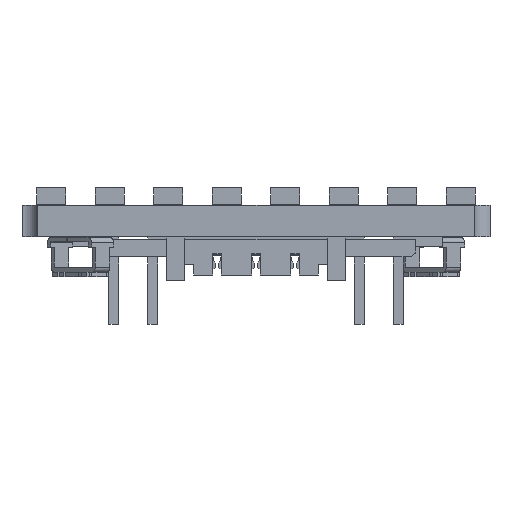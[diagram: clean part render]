
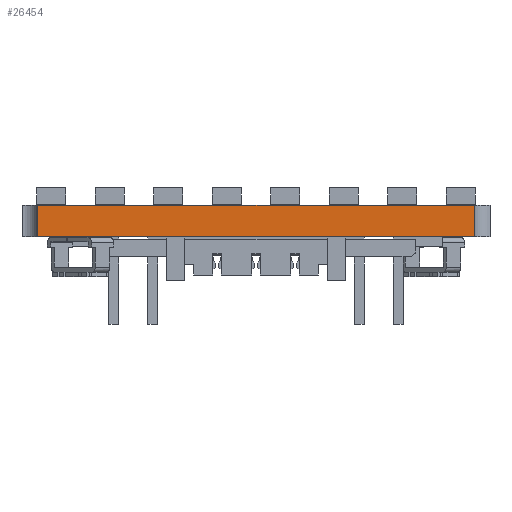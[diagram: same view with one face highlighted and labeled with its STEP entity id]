
A CAD part, left-side view. The second image highlights one B-rep face of the part: STEP entity #26454.
In plain terms, the highlighted planar face has unit normal (-1, 0, 0).
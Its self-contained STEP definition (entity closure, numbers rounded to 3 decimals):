
#25922 = PLANE('',#25923);
#25923 = AXIS2_PLACEMENT_3D('',#25924,#25925,#25926);
#25924 = CARTESIAN_POINT('',(62.,-62.,0.));
#25925 = DIRECTION('',(-0.,-0.,-1.));
#25926 = DIRECTION('',(-1.,0.,0.));
#25950 = CYLINDRICAL_SURFACE('',#25951,0.8);
#25951 = AXIS2_PLACEMENT_3D('',#25952,#25953,#25954);
#25952 = CARTESIAN_POINT('',(50.,-50.,-0.8));
#25953 = DIRECTION('',(0.,0.,1.));
#25954 = DIRECTION('',(1.,0.,-0.));
#25978 = PLANE('',#25979);
#25979 = AXIS2_PLACEMENT_3D('',#25980,#25981,#25982);
#25980 = CARTESIAN_POINT('',(62.,-62.,1.6));
#25981 = DIRECTION('',(-0.,-0.,-1.));
#25982 = DIRECTION('',(-1.,0.,0.));
#26018 = VERTEX_POINT('',#26019);
#26019 = CARTESIAN_POINT('',(50.,-50.8,0.));
#26164 = VERTEX_POINT('',#26165);
#26165 = CARTESIAN_POINT('',(50.,-73.2,0.));
#26184 = CYLINDRICAL_SURFACE('',#26185,0.8);
#26185 = AXIS2_PLACEMENT_3D('',#26186,#26187,#26188);
#26186 = CARTESIAN_POINT('',(50.,-74.,-0.8));
#26187 = DIRECTION('',(0.,0.,1.));
#26188 = DIRECTION('',(1.,0.,-0.));
#26196 = EDGE_CURVE('',#26164,#26018,#26197,.T.);
#26197 = SURFACE_CURVE('',#26198,(#26202,#26209),.PCURVE_S1.);
#26198 = LINE('',#26199,#26200);
#26199 = CARTESIAN_POINT('',(50.,-74.,0.));
#26200 = VECTOR('',#26201,1.);
#26201 = DIRECTION('',(0.,1.,0.));
#26202 = PCURVE('',#25922,#26203);
#26203 = DEFINITIONAL_REPRESENTATION('',(#26204),#26208);
#26204 = LINE('',#26205,#26206);
#26205 = CARTESIAN_POINT('',(12.,-12.));
#26206 = VECTOR('',#26207,1.);
#26207 = DIRECTION('',(0.,1.));
#26208 = ( GEOMETRIC_REPRESENTATION_CONTEXT(2) 
PARAMETRIC_REPRESENTATION_CONTEXT() REPRESENTATION_CONTEXT('2D SPACE',''
  ) );
#26209 = PCURVE('',#26210,#26215);
#26210 = PLANE('',#26211);
#26211 = AXIS2_PLACEMENT_3D('',#26212,#26213,#26214);
#26212 = CARTESIAN_POINT('',(50.,-74.,0.));
#26213 = DIRECTION('',(-1.,0.,0.));
#26214 = DIRECTION('',(0.,1.,0.));
#26215 = DEFINITIONAL_REPRESENTATION('',(#26216),#26220);
#26216 = LINE('',#26217,#26218);
#26217 = CARTESIAN_POINT('',(0.,0.));
#26218 = VECTOR('',#26219,1.);
#26219 = DIRECTION('',(1.,0.));
#26220 = ( GEOMETRIC_REPRESENTATION_CONTEXT(2) 
PARAMETRIC_REPRESENTATION_CONTEXT() REPRESENTATION_CONTEXT('2D SPACE',''
  ) );
#26278 = VERTEX_POINT('',#26279);
#26279 = CARTESIAN_POINT('',(50.,-50.8,1.6));
#26382 = VERTEX_POINT('',#26383);
#26383 = CARTESIAN_POINT('',(50.,-73.2,1.6));
#26409 = EDGE_CURVE('',#26382,#26278,#26410,.T.);
#26410 = SURFACE_CURVE('',#26411,(#26415,#26422),.PCURVE_S1.);
#26411 = LINE('',#26412,#26413);
#26412 = CARTESIAN_POINT('',(50.,-74.,1.6));
#26413 = VECTOR('',#26414,1.);
#26414 = DIRECTION('',(0.,1.,0.));
#26415 = PCURVE('',#25978,#26416);
#26416 = DEFINITIONAL_REPRESENTATION('',(#26417),#26421);
#26417 = LINE('',#26418,#26419);
#26418 = CARTESIAN_POINT('',(12.,-12.));
#26419 = VECTOR('',#26420,1.);
#26420 = DIRECTION('',(0.,1.));
#26421 = ( GEOMETRIC_REPRESENTATION_CONTEXT(2) 
PARAMETRIC_REPRESENTATION_CONTEXT() REPRESENTATION_CONTEXT('2D SPACE',''
  ) );
#26422 = PCURVE('',#26210,#26423);
#26423 = DEFINITIONAL_REPRESENTATION('',(#26424),#26428);
#26424 = LINE('',#26425,#26426);
#26425 = CARTESIAN_POINT('',(0.,-1.6));
#26426 = VECTOR('',#26427,1.);
#26427 = DIRECTION('',(1.,0.));
#26428 = ( GEOMETRIC_REPRESENTATION_CONTEXT(2) 
PARAMETRIC_REPRESENTATION_CONTEXT() REPRESENTATION_CONTEXT('2D SPACE',''
  ) );
#26435 = EDGE_CURVE('',#26018,#26278,#26436,.T.);
#26436 = SURFACE_CURVE('',#26437,(#26441,#26447),.PCURVE_S1.);
#26437 = LINE('',#26438,#26439);
#26438 = CARTESIAN_POINT('',(50.,-50.8,-0.8));
#26439 = VECTOR('',#26440,1.);
#26440 = DIRECTION('',(0.,0.,1.));
#26441 = PCURVE('',#25950,#26442);
#26442 = DEFINITIONAL_REPRESENTATION('',(#26443),#26446);
#26443 = B_SPLINE_CURVE_WITH_KNOTS('',1,(#26444,#26445),.UNSPECIFIED.,
  .F.,.F.,(2,2),(0.64,2.56),.PIECEWISE_BEZIER_KNOTS.);
#26444 = CARTESIAN_POINT('',(4.712,0.64));
#26445 = CARTESIAN_POINT('',(4.712,2.56));
#26446 = ( GEOMETRIC_REPRESENTATION_CONTEXT(2) 
PARAMETRIC_REPRESENTATION_CONTEXT() REPRESENTATION_CONTEXT('2D SPACE',''
  ) );
#26447 = PCURVE('',#26210,#26448);
#26448 = DEFINITIONAL_REPRESENTATION('',(#26449),#26452);
#26449 = B_SPLINE_CURVE_WITH_KNOTS('',1,(#26450,#26451),.UNSPECIFIED.,
  .F.,.F.,(2,2),(0.64,2.56),.PIECEWISE_BEZIER_KNOTS.);
#26450 = CARTESIAN_POINT('',(23.2,0.16));
#26451 = CARTESIAN_POINT('',(23.2,-1.76));
#26452 = ( GEOMETRIC_REPRESENTATION_CONTEXT(2) 
PARAMETRIC_REPRESENTATION_CONTEXT() REPRESENTATION_CONTEXT('2D SPACE',''
  ) );
#26454 = ADVANCED_FACE('',(#26455),#26210,.T.);
#26455 = FACE_BOUND('',#26456,.T.);
#26456 = EDGE_LOOP('',(#26457,#26458,#26477,#26478));
#26457 = ORIENTED_EDGE('',*,*,#26196,.F.);
#26458 = ORIENTED_EDGE('',*,*,#26459,.T.);
#26459 = EDGE_CURVE('',#26164,#26382,#26460,.T.);
#26460 = SURFACE_CURVE('',#26461,(#26465,#26471),.PCURVE_S1.);
#26461 = LINE('',#26462,#26463);
#26462 = CARTESIAN_POINT('',(50.,-73.2,-0.8));
#26463 = VECTOR('',#26464,1.);
#26464 = DIRECTION('',(0.,0.,1.));
#26465 = PCURVE('',#26210,#26466);
#26466 = DEFINITIONAL_REPRESENTATION('',(#26467),#26470);
#26467 = B_SPLINE_CURVE_WITH_KNOTS('',1,(#26468,#26469),.UNSPECIFIED.,
  .F.,.F.,(2,2),(0.64,2.56),.PIECEWISE_BEZIER_KNOTS.);
#26468 = CARTESIAN_POINT('',(0.8,0.16));
#26469 = CARTESIAN_POINT('',(0.8,-1.76));
#26470 = ( GEOMETRIC_REPRESENTATION_CONTEXT(2) 
PARAMETRIC_REPRESENTATION_CONTEXT() REPRESENTATION_CONTEXT('2D SPACE',''
  ) );
#26471 = PCURVE('',#26184,#26472);
#26472 = DEFINITIONAL_REPRESENTATION('',(#26473),#26476);
#26473 = B_SPLINE_CURVE_WITH_KNOTS('',1,(#26474,#26475),.UNSPECIFIED.,
  .F.,.F.,(2,2),(0.64,2.56),.PIECEWISE_BEZIER_KNOTS.);
#26474 = CARTESIAN_POINT('',(1.571,0.64));
#26475 = CARTESIAN_POINT('',(1.571,2.56));
#26476 = ( GEOMETRIC_REPRESENTATION_CONTEXT(2) 
PARAMETRIC_REPRESENTATION_CONTEXT() REPRESENTATION_CONTEXT('2D SPACE',''
  ) );
#26477 = ORIENTED_EDGE('',*,*,#26409,.T.);
#26478 = ORIENTED_EDGE('',*,*,#26435,.F.);
